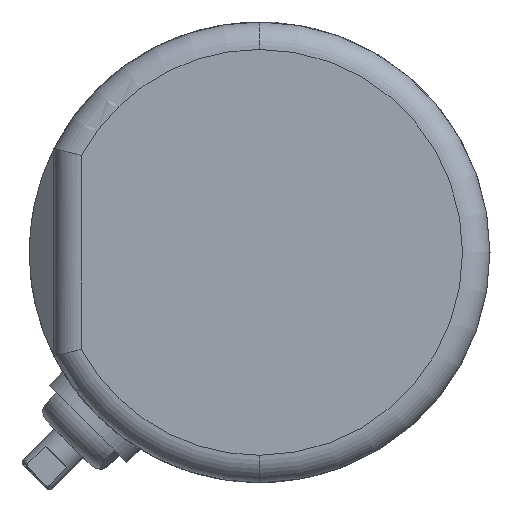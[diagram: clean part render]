
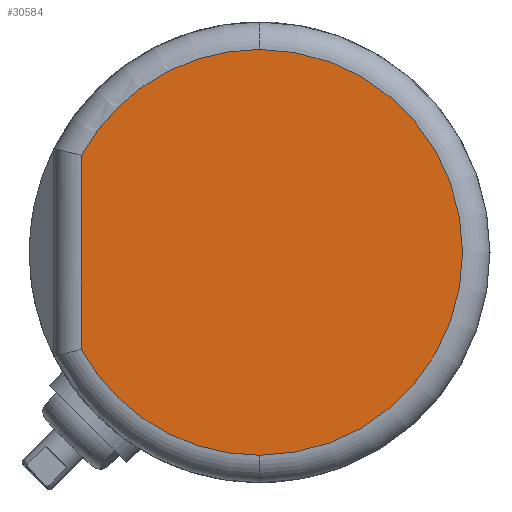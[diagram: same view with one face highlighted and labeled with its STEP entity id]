
A CAD part, left-side view. The second image highlights one B-rep face of the part: STEP entity #30584.
In plain terms, the highlighted planar face has unit normal (-1, 0, 0).
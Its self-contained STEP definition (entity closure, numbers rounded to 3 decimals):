
#203 = LINE ( 'NONE', #26698, #15842 ) ;
#2838 = CARTESIAN_POINT ( 'NONE',  ( -34., 13., 7.074 ) ) ;
#2894 = DIRECTION ( 'NONE',  ( -1., 0., 0. ) ) ;
#3711 = VERTEX_POINT ( 'NONE', #6055 ) ;
#3725 = DIRECTION ( 'NONE',  ( 1., 0., 0. ) ) ;
#4611 = AXIS2_PLACEMENT_3D ( 'NONE', #34671, #3725, #7221 ) ;
#4829 = EDGE_CURVE ( 'NONE', #30340, #10934, #203, .T. ) ;
#5375 = AXIS2_PLACEMENT_3D ( 'NONE', #21382, #27472, #7198 ) ;
#6055 = CARTESIAN_POINT ( 'NONE',  ( -34., 0., 14.8 ) ) ;
#6399 = EDGE_CURVE ( 'NONE', #3711, #30340, #27807, .T. ) ;
#7198 = DIRECTION ( 'NONE',  ( 0., 0., -1. ) ) ;
#7221 = DIRECTION ( 'NONE',  ( 0., 0., -1. ) ) ;
#7779 = ORIENTED_EDGE ( 'NONE', *, *, #15122, .T. ) ;
#10112 = ORIENTED_EDGE ( 'NONE', *, *, #17358, .T. ) ;
#10934 = VERTEX_POINT ( 'NONE', #21092 ) ;
#12951 = PLANE ( 'NONE',  #4611 ) ;
#13122 = AXIS2_PLACEMENT_3D ( 'NONE', #33513, #16924, #21898 ) ;
#14878 = VERTEX_POINT ( 'NONE', #32574 ) ;
#15122 = EDGE_CURVE ( 'NONE', #14878, #3711, #31860, .T. ) ;
#15842 = VECTOR ( 'NONE', #34443, 1000. ) ;
#16924 = DIRECTION ( 'NONE',  ( -1., 0., 0. ) ) ;
#17075 = CARTESIAN_POINT ( 'NONE',  ( -34., 0., 0. ) ) ;
#17358 = EDGE_CURVE ( 'NONE', #10934, #14878, #34771, .T. ) ;
#21092 = CARTESIAN_POINT ( 'NONE',  ( -34., 13., -7.074 ) ) ;
#21359 = ORIENTED_EDGE ( 'NONE', *, *, #4829, .T. ) ;
#21382 = CARTESIAN_POINT ( 'NONE',  ( -34., 0., 0. ) ) ;
#21898 = DIRECTION ( 'NONE',  ( 0., 0., -1. ) ) ;
#26698 = CARTESIAN_POINT ( 'NONE',  ( -34., 13., 0. ) ) ;
#27472 = DIRECTION ( 'NONE',  ( -1., 0., 0. ) ) ;
#27807 = CIRCLE ( 'NONE', #13122, 14.8 ) ;
#28343 = AXIS2_PLACEMENT_3D ( 'NONE', #17075, #2894, #28488 ) ;
#28488 = DIRECTION ( 'NONE',  ( 0., 0., -1. ) ) ;
#30340 = VERTEX_POINT ( 'NONE', #2838 ) ;
#30416 = EDGE_LOOP ( 'NONE', ( #10112, #7779, #34324, #21359 ) ) ;
#30584 = ADVANCED_FACE ( 'NONE', ( #32465 ), #12951, .F. ) ;
#31860 = CIRCLE ( 'NONE', #28343, 14.8 ) ;
#32465 = FACE_OUTER_BOUND ( 'NONE', #30416, .T. ) ;
#32574 = CARTESIAN_POINT ( 'NONE',  ( -34., 0., -14.8 ) ) ;
#33513 = CARTESIAN_POINT ( 'NONE',  ( -34., 0., 0. ) ) ;
#34324 = ORIENTED_EDGE ( 'NONE', *, *, #6399, .T. ) ;
#34443 = DIRECTION ( 'NONE',  ( 0., 0., -1. ) ) ;
#34671 = CARTESIAN_POINT ( 'NONE',  ( -34., 16.8, 0. ) ) ;
#34771 = CIRCLE ( 'NONE', #5375, 14.8 ) ;
